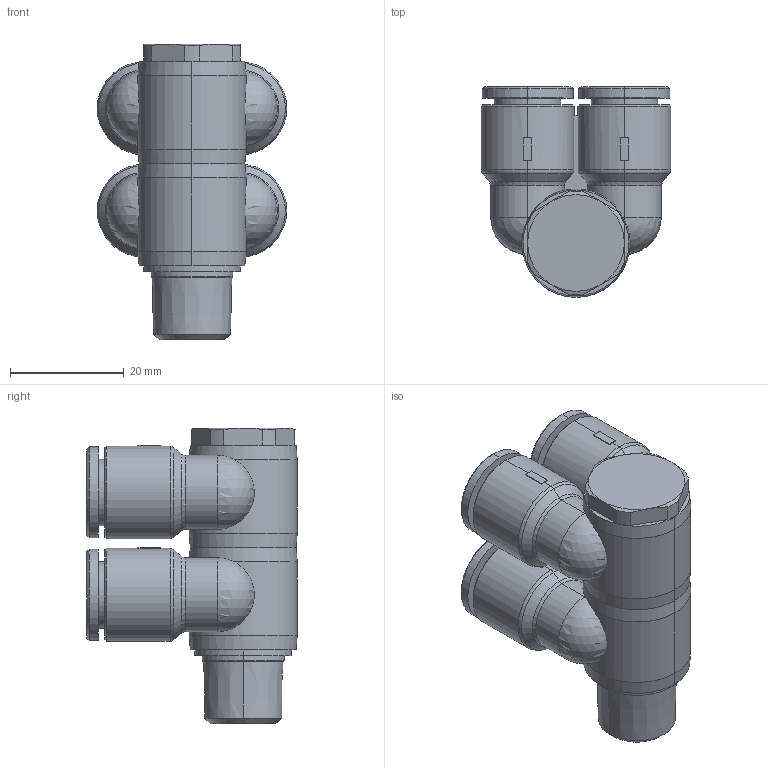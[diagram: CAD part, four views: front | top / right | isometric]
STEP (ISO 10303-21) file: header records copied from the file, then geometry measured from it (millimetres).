
FILE_DESCRIPTION((''),'2;1');
FILE_NAME('GPA_1002(2)(3D).stp','2012-12-17T14:26:30',(''),(''),'Mechanical Desktop.R8.0.24.0','Mechanical Desktop.R8.0.24.0',', , ');
FILE_SCHEMA(('CONFIG_CONTROL_DESIGN'));
Length unit declared in the file: millimetre
Products named in the file (2): GPA_1002(2)(3D); 睡ヶ1
Assembly tree (1 placements, depth 2):
  GPA_1002(2)(3D)
    睡ヶ1
Bounding box: 33.3 x 37 x 52 mm (x, y, z)
Volume: 22072.1 mm3; surface area: 12119.3 mm2
Topology: 1 solids, 1 shells, 1750 faces, 4984 edges, 3279 vertices
Faces by surface type: plane 1558, cone 68, cylinder 68, bspline 32, sphere 12, torus 12
Entity records: 56761 total; most frequent: CARTESIAN_POINT 11269, ORIENTED_EDGE 9932, DIRECTION 8568, EDGE_CURVE 4966, VECTOR 4596, LINE 4596, VERTEX_POINT 3279, AXIS2_PLACEMENT_3D 1986
